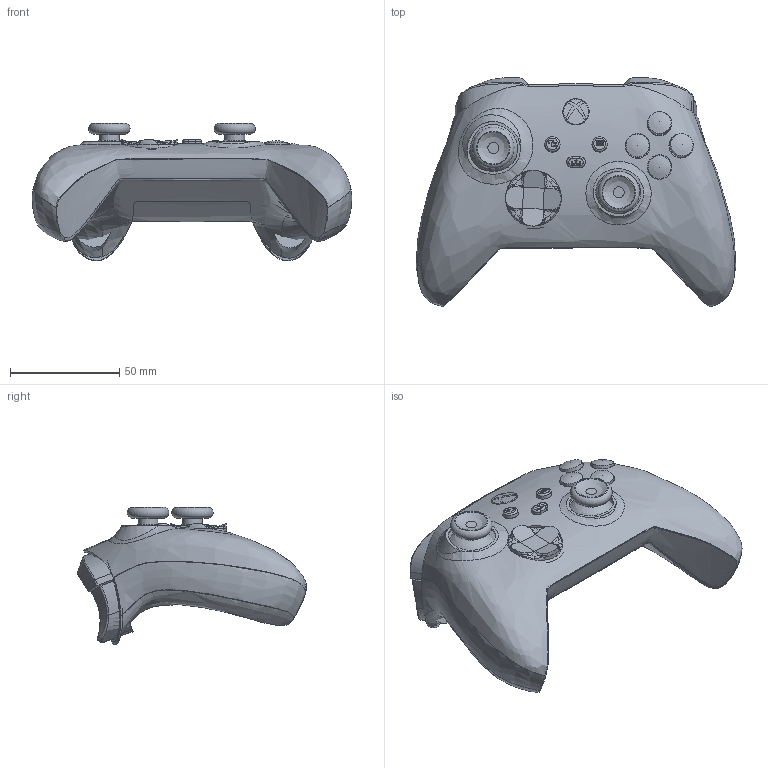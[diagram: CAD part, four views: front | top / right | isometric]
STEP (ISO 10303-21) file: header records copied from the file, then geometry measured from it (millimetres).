
FILE_DESCRIPTION(/* description */ (''),/* implementation_level */ '2;1');
FILE_NAME(/* name */ 'gamepad.step',/* time_stamp */ '2024-10-05T16:58:23+02:00',/* author */ (''),/* organization */ (''),/* preprocessor_version */ 'ST-DEVELOPER v20',/* originating_system */ 'Autodesk Translation Framework v13.20.0.188',/* authorisation */ '');
FILE_SCHEMA (('AUTOMOTIVE_DESIGN { 1 0 10303 214 3 1 1 }'));
Products named in the file (18): Xbox; Top Case:1; Battery Case; Bottom Case; Xbox logo; Xbox logo 2; A; B; X; Y; B1; B2; B3; Joystick; Joystick_1; Component1; D Button; R&L
Assembly tree (18 placements, depth 3):
  Xbox
    Top Case:1
    Battery Case
    Bottom Case
    Xbox logo
    Xbox logo 2
    A
    B
    X
    Y
    B1
    B2
    B3
    Joystick
      Component1
    Joystick_1
      Component1
    D Button
    R&L
Bounding box: 146.16 x 104.72 x 62.89 mm (x, y, z)
Volume: 55537.3 mm3; surface area: 73589.6 mm2
Topology: 29 solids, 33 shells, 577 faces, 1553 edges, 1030 vertices
Faces by surface type: bspline 357, plane 163, cylinder 39, torus 12, sphere 6
Full cylindrical faces by diameter (mm): 6.8 x2, 7 x2, 8 x2, 9 x2, 10.5 x4, 11.15 x4, 11.5 x4, 12 x1, 14 x4, 25.5 x1, 28 x1
Entity records: 71189 total; most frequent: CARTESIAN_POINT 58794, ORIENTED_EDGE 3066, EDGE_CURVE 1533, DIRECTION 1347, VERTEX_POINT 1024, B_SPLINE_CURVE_WITH_KNOTS 834, EDGE_LOOP 631, FACE_OUTER_BOUND 573
